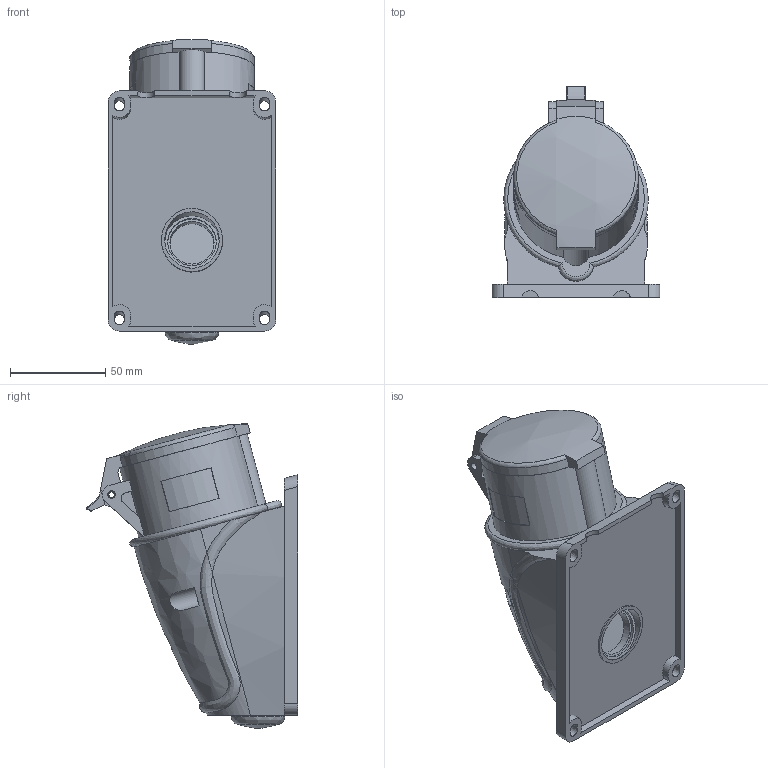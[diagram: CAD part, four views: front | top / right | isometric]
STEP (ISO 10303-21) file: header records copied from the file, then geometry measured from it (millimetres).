
FILE_DESCRIPTION (( 'STEP AP203' ), '1' );
FILE_NAME ('PSN12-016-5 Ðîçåòêà ñòàöèîíàðíàÿ ÑÑÈ-115 16À-6÷_200_346-240_415Â 3Ð+ÐÅ+N IP44 MAGNUM ÈÝÊ.STEP', '2016-11-02T07:49:47', ( '' ), ( '' ), 'SwSTEP 2.0', 'SolidWorks 2014', '' );
FILE_SCHEMA (( 'CONFIG_CONTROL_DESIGN' ));
Length unit declared in the file: millimetre
Products named in the file (1): PSN12-016-5 Ðîçåòêà ñòàöèîíàðíàÿ ÑÑÈ-115 16À-6÷_200_346-240_415Â 3Ð+ÐÅ+N IP44 MAGNUM ÈÝÊ
Bounding box: 88 x 110.7 x 159.79 mm (x, y, z)
Volume: 255382.6 mm3; surface area: 137377 mm2
Topology: 2 solids, 3 shells, 525 faces, 1387 edges, 925 vertices
Faces by surface type: plane 308, cylinder 128, bspline 69, cone 12, sphere 4, torus 4
Full cylindrical faces by diameter (mm): 3 x1, 4 x2, 5 x1, 5.7 x1, 6 x9, 7.5 x4, 8 x1, 9.5 x1, 11.5 x4, 13.5 x1, 20.4 x1, 23.1 x2, 23.5 x1, 25 x1, 25.4 x1, 27.1 x1, 28 x1, 28.5 x1, 32 x2, 48.3 x1, 50.8 x1, 51 x1, 54.8 x1, 55.5 x1, 61.4 x1
Entity records: 23920 total; most frequent: CARTESIAN_POINT 11598, ORIENTED_EDGE 2600, DIRECTION 2277, EDGE_CURVE 1300, VERTEX_POINT 901, VECTOR 759, AXIS2_PLACEMENT_3D 759, LINE 759
